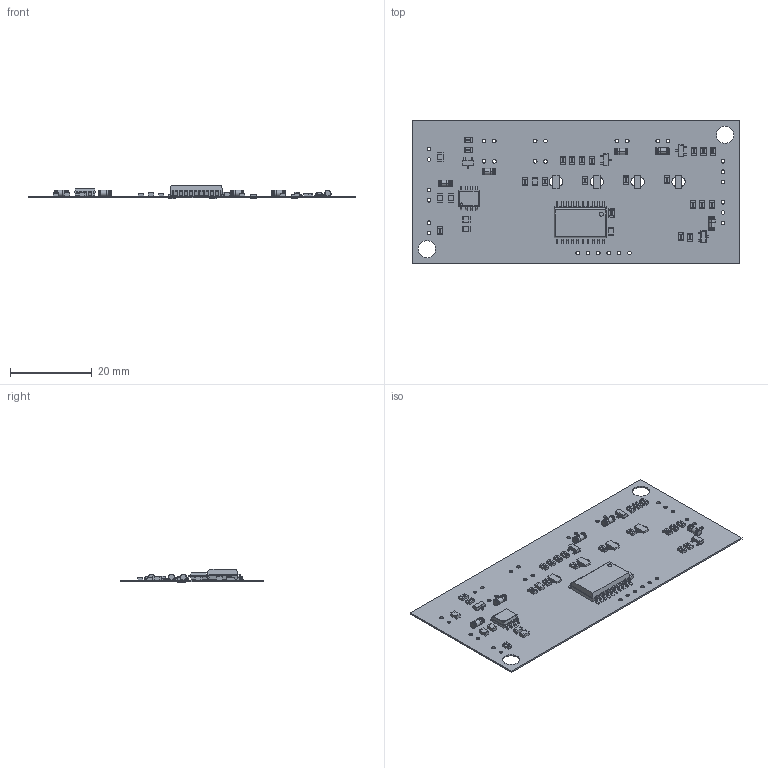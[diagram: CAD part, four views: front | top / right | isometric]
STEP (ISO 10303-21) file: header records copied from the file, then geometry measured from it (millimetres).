
FILE_DESCRIPTION(('Open CASCADE Model'),'2;1');
FILE_NAME('Open CASCADE Shape Model','2013-09-22T21:07:01',('Author'),( 'Open CASCADE'),'Open CASCADE STEP processor 6.2','Open CASCADE 6.2' ,'Unknown');
FILE_SCHEMA(('AUTOMOTIVE_DESIGN { 1 0 10303 214 1 1 1 1 }'));
Length unit declared in the file: millimetre
Products named in the file (67): PCB; Board; R8; 0805RES; U1; SO8_MS012AA; T4; SOT-23; User_Library-SOT-23-1_3_1; User_Library-SOT-23-1_1_1; User_Library-SOT-23-1_4_1; User_Library-SOT-23-1_5_1; User_Library-SOT-23-1_2_1; T3; T2; T1; R17; R16; R15; R14; R13; R12; R11; R10; R9; R7; R6; R5; R4; R3; R2; R1; D9; User_Library-SOD80-2; D8; D7; D6; D5; 329895856; Extruded ...
Assembly tree (116 placements, depth 4):
  PCB
    Board
    R8
      0805RES
    U1
      SO8_MS012AA
    T4
      SOT-23
        User_Library-SOT-23-1_3_1
        User_Library-SOT-23-1_1_1
        User_Library-SOT-23-1_4_1
        User_Library-SOT-23-1_5_1
        User_Library-SOT-23-1_2_1
    T3
      SOT-23
        User_Library-SOT-23-1_3_1
        User_Library-SOT-23-1_1_1
        User_Library-SOT-23-1_4_1
        User_Library-SOT-23-1_5_1
        User_Library-SOT-23-1_2_1
    T2
      SOT-23
        User_Library-SOT-23-1_3_1
        User_Library-SOT-23-1_1_1
        User_Library-SOT-23-1_4_1
        User_Library-SOT-23-1_5_1
        User_Library-SOT-23-1_2_1
    T1
      SOT-23
        User_Library-SOT-23-1_3_1
        User_Library-SOT-23-1_1_1
        User_Library-SOT-23-1_4_1
        User_Library-SOT-23-1_5_1
        User_Library-SOT-23-1_2_1
    R17
      0805RES
    R16
      0805RES
    R15
      0805RES
    R14
      0805RES
    R13
      0805RES
    R12
      0805RES
    R11
      0805RES
    R10
      0805RES
    R9
      0805RES
    R7
      0805RES
    R6
      0805RES
    R5
      0805RES
    R4
      0805RES
Bounding box: 80 x 35 x 3.3 mm (x, y, z)
Volume: 1447.9 mm3; surface area: 6876.1 mm2
Topology: 156 solids, 156 shells, 3267 faces, 8127 edges, 5310 vertices
Faces by surface type: plane 1854, bspline 1053, cylinder 360
Full cylindrical faces by diameter (mm): 0.9 x30, 4.2 x2
Entity records: 62895 total; most frequent: CARTESIAN_POINT 20587, DIRECTION 6429, ORIENTED_EDGE 3812, PCURVE 3812, DEFINITIONAL_REPRESENTATION 3812, LINE 3808, VECTOR 3808, EDGE_CURVE 1906
